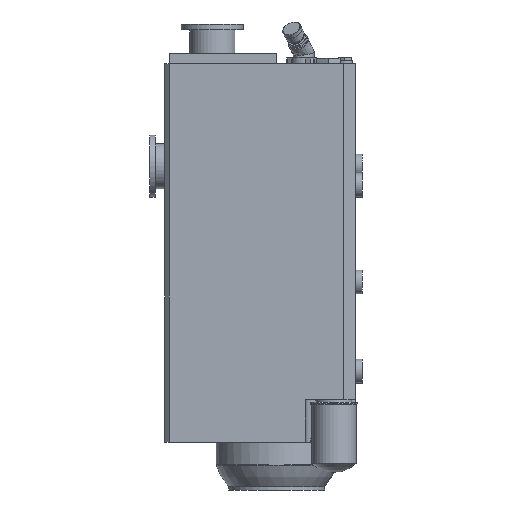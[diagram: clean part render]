
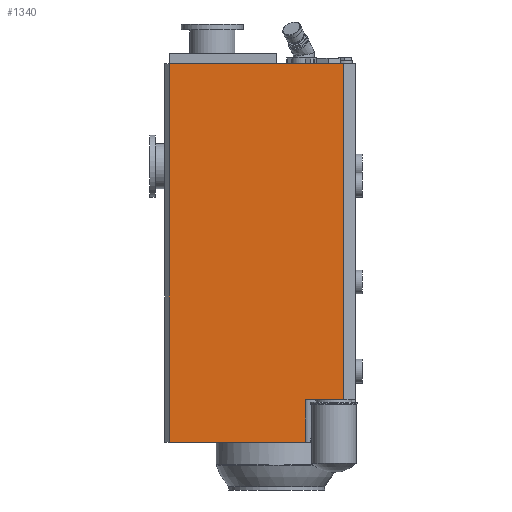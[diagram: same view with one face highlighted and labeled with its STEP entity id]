
A CAD part, left-side view. The second image highlights one B-rep face of the part: STEP entity #1340.
In plain terms, the highlighted planar face has unit normal (-1, 0, 0).
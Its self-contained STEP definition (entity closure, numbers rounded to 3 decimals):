
#1285=CARTESIAN_POINT('',(-347.,-165.1,477.1));
#1286=DIRECTION('',(-1.0,0.0,0.0));
#1287=DIRECTION('',(0.0,0.0,1.0));
#1288=AXIS2_PLACEMENT_3D('',#1285,#1286,#1287);
#1289=PLANE('',#1288);
#1290=CARTESIAN_POINT('',(-347.,-141.,474.0));
#1291=VERTEX_POINT('',#1290);
#1292=CARTESIAN_POINT('',(-347.,225.,474.));
#1293=VERTEX_POINT('',#1292);
#1294=CARTESIAN_POINT('',(-347.,-141.,474.));
#1295=DIRECTION('',(0.0,1.0,0.0));
#1296=VECTOR('',#1295,366.0);
#1297=LINE('',#1294,#1296);
#1298=EDGE_CURVE('',#1291,#1293,#1297,.T.);
#1299=ORIENTED_EDGE('',*,*,#1298,.T.);
#1300=CARTESIAN_POINT('',(-347.,225.,-320.0));
#1301=VERTEX_POINT('',#1300);
#1302=CARTESIAN_POINT('',(-347.,225.,474.));
#1303=DIRECTION('',(0.0,0.0,-1.0));
#1304=VECTOR('',#1303,794.);
#1305=LINE('',#1302,#1304);
#1306=EDGE_CURVE('',#1293,#1301,#1305,.T.);
#1307=ORIENTED_EDGE('',*,*,#1306,.T.);
#1308=CARTESIAN_POINT('',(-347.,-60.,-320.0));
#1309=VERTEX_POINT('',#1308);
#1310=CARTESIAN_POINT('',(-347.,225.,-320.0));
#1311=DIRECTION('',(0.0,-1.0,0.0));
#1312=VECTOR('',#1311,285.0);
#1313=LINE('',#1310,#1312);
#1314=EDGE_CURVE('',#1301,#1309,#1313,.T.);
#1315=ORIENTED_EDGE('',*,*,#1314,.T.);
#1316=CARTESIAN_POINT('',(-347.,-60.,-231.0));
#1317=VERTEX_POINT('',#1316);
#1318=CARTESIAN_POINT('',(-347.,-60.,-320.0));
#1319=DIRECTION('',(0.0,0.0,1.0));
#1320=VECTOR('',#1319,89.0);
#1321=LINE('',#1318,#1320);
#1322=EDGE_CURVE('',#1309,#1317,#1321,.T.);
#1323=ORIENTED_EDGE('',*,*,#1322,.T.);
#1324=CARTESIAN_POINT('',(-347.,-141.,-231.0));
#1325=VERTEX_POINT('',#1324);
#1326=CARTESIAN_POINT('',(-347.,-60.,-231.0));
#1327=DIRECTION('',(0.0,-1.0,0.0));
#1328=VECTOR('',#1327,81.);
#1329=LINE('',#1326,#1328);
#1330=EDGE_CURVE('',#1317,#1325,#1329,.T.);
#1331=ORIENTED_EDGE('',*,*,#1330,.T.);
#1332=CARTESIAN_POINT('',(-347.,-141.,-231.0));
#1333=DIRECTION('',(0.0,0.0,1.0));
#1334=VECTOR('',#1333,705.0);
#1335=LINE('',#1332,#1334);
#1336=EDGE_CURVE('',#1325,#1291,#1335,.T.);
#1337=ORIENTED_EDGE('',*,*,#1336,.T.);
#1338=EDGE_LOOP('',(#1299,#1307,#1315,#1323,#1331,#1337));
#1339=FACE_OUTER_BOUND('',#1338,.T.);
#1340=ADVANCED_FACE('',(#1339),#1289,.T.);
